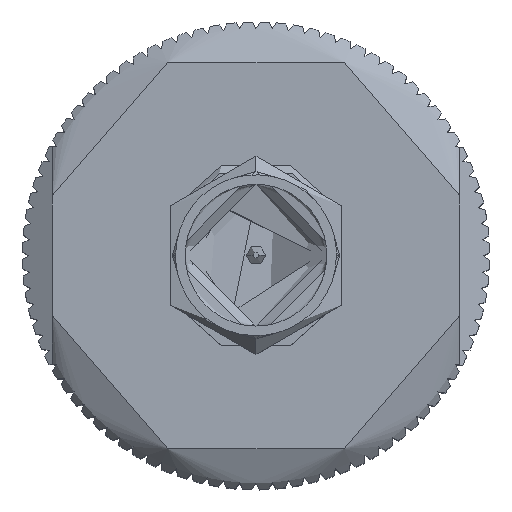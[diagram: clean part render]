
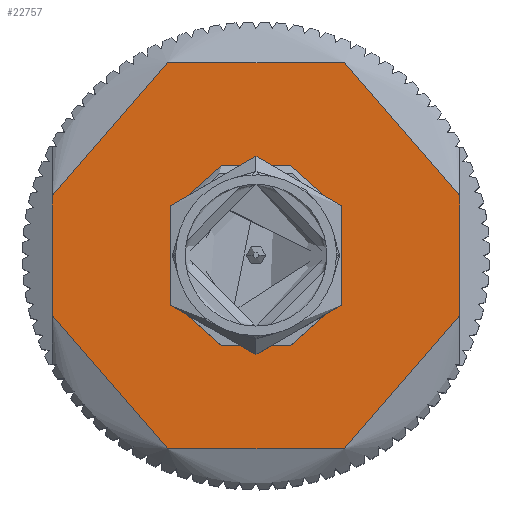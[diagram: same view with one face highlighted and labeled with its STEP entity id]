
A CAD part, top view. The second image highlights one B-rep face of the part: STEP entity #22757.
In plain terms, the highlighted planar face has unit normal (0, 0, 1).
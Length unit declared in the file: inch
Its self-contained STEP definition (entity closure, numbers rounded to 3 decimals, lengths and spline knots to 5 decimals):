
#184 = CARTESIAN_POINT ( 'NONE',  ( 0.38577, 0.45522, 1.31594 ) ) ;
#443 = VERTEX_POINT ( 'NONE', #13222 ) ;
#657 = EDGE_CURVE ( 'NONE', #443, #15004, #25348, .T. ) ;
#787 = CARTESIAN_POINT ( 'NONE',  ( 0.01175, -0.00168, 1.31594 ) ) ;
#1663 = EDGE_CURVE ( 'NONE', #22644, #16275, #24643, .T. ) ;
#2013 = DIRECTION ( 'NONE',  ( 0., 0., 1. ) ) ;
#2188 = DIRECTION ( 'NONE',  ( 0., 1., 0. ) ) ;
#2574 = ORIENTED_EDGE ( 'NONE', *, *, #12580, .T. ) ;
#2662 = DIRECTION ( 'NONE',  ( 0., 0., 1. ) ) ;
#3302 = AXIS2_PLACEMENT_3D ( 'NONE', #27893, #25906, #27606 ) ;
#4837 = EDGE_CURVE ( 'NONE', #16275, #22644, #18192, .T. ) ;
#6452 = ORIENTED_EDGE ( 'NONE', *, *, #25855, .T. ) ;
#7946 = DIRECTION ( 'NONE',  ( 0., 0., 1. ) ) ;
#8217 = AXIS2_PLACEMENT_3D ( 'NONE', #14865, #2013, #21144 ) ;
#8882 = AXIS2_PLACEMENT_3D ( 'NONE', #787, #2662, #9424 ) ;
#9424 = DIRECTION ( 'NONE',  ( 1., 0., 0. ) ) ;
#9633 = VERTEX_POINT ( 'NONE', #25123 ) ;
#9804 = DIRECTION ( 'NONE',  ( 1., 0., 0. ) ) ;
#10054 = CARTESIAN_POINT ( 'NONE',  ( 0.14955, -0.00168, 1.31594 ) ) ;
#10943 = LINE ( 'NONE', #184, #17746 ) ;
#11903 = FACE_OUTER_BOUND ( 'NONE', #18085, .T. ) ;
#12271 = EDGE_LOOP ( 'NONE', ( #27570, #21379 ) ) ;
#12580 = EDGE_CURVE ( 'NONE', #15004, #18291, #18873, .T. ) ;
#13222 = CARTESIAN_POINT ( 'NONE',  ( 0.38577, 0.10799, 1.31594 ) ) ;
#14433 = FACE_BOUND ( 'NONE', #12271, .T. ) ;
#14865 = CARTESIAN_POINT ( 'NONE',  ( 0.01175, -0.00168, 1.31594 ) ) ;
#15004 = VERTEX_POINT ( 'NONE', #27368 ) ;
#16275 = VERTEX_POINT ( 'NONE', #18007 ) ;
#16960 = CARTESIAN_POINT ( 'NONE',  ( 0.01175, -0.00168, 1.31594 ) ) ;
#17746 = VECTOR ( 'NONE', #2188, 39.37008 ) ;
#18007 = CARTESIAN_POINT ( 'NONE',  ( -0.12604, -0.00168, 1.31594 ) ) ;
#18085 = EDGE_LOOP ( 'NONE', ( #6452, #24126, #24121, #2574 ) ) ;
#18192 = CIRCLE ( 'NONE', #3302, 0.1378 ) ;
#18291 = VERTEX_POINT ( 'NONE', #27588 ) ;
#18524 = CARTESIAN_POINT ( 'NONE',  ( 0.01175, -0.00168, 1.31594 ) ) ;
#18873 = LINE ( 'NONE', #23376, #20192 ) ;
#19517 = AXIS2_PLACEMENT_3D ( 'NONE', #16960, #23408, #23259 ) ;
#20192 = VECTOR ( 'NONE', #25214, 39.37008 ) ;
#21144 = DIRECTION ( 'NONE',  ( 1., 0., 0. ) ) ;
#21215 = AXIS2_PLACEMENT_3D ( 'NONE', #18524, #7946, #9804 ) ;
#21379 = ORIENTED_EDGE ( 'NONE', *, *, #1663, .F. ) ;
#22457 = EDGE_CURVE ( 'NONE', #9633, #443, #10943, .T. ) ;
#22644 = VERTEX_POINT ( 'NONE', #10054 ) ;
#22757 = ADVANCED_FACE ( 'NONE', ( #11903, #14433 ), #26978, .T. ) ;
#23259 = DIRECTION ( 'NONE',  ( 1., 0., 0. ) ) ;
#23376 = CARTESIAN_POINT ( 'NONE',  ( -0.36226, 0.45522, 1.31594 ) ) ;
#23408 = DIRECTION ( 'NONE',  ( 0., 0., 1. ) ) ;
#23509 = CIRCLE ( 'NONE', #21215, 0.38976 ) ;
#24121 = ORIENTED_EDGE ( 'NONE', *, *, #657, .T. ) ;
#24126 = ORIENTED_EDGE ( 'NONE', *, *, #22457, .T. ) ;
#24643 = CIRCLE ( 'NONE', #8882, 0.1378 ) ;
#25123 = CARTESIAN_POINT ( 'NONE',  ( 0.38577, -0.11135, 1.31594 ) ) ;
#25214 = DIRECTION ( 'NONE',  ( 0., -1., 0. ) ) ;
#25348 = CIRCLE ( 'NONE', #19517, 0.38976 ) ;
#25855 = EDGE_CURVE ( 'NONE', #18291, #9633, #23509, .T. ) ;
#25906 = DIRECTION ( 'NONE',  ( 0., 0., 1. ) ) ;
#26978 = PLANE ( 'NONE',  #8217 ) ;
#27368 = CARTESIAN_POINT ( 'NONE',  ( -0.36226, 0.10799, 1.31594 ) ) ;
#27570 = ORIENTED_EDGE ( 'NONE', *, *, #4837, .F. ) ;
#27588 = CARTESIAN_POINT ( 'NONE',  ( -0.36226, -0.11135, 1.31594 ) ) ;
#27606 = DIRECTION ( 'NONE',  ( 1., 0., 0. ) ) ;
#27893 = CARTESIAN_POINT ( 'NONE',  ( 0.01175, -0.00168, 1.31594 ) ) ;
